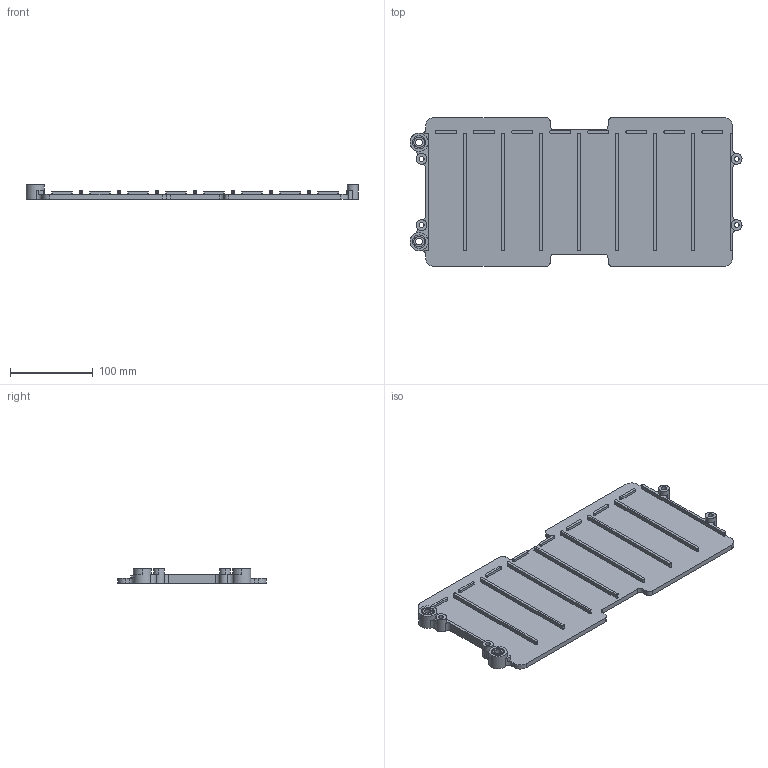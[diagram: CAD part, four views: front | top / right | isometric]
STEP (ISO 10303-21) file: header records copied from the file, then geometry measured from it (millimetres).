
FILE_DESCRIPTION(('FreeCAD Model'),'2;1');
FILE_NAME('Part1.step', '2021-02-28T21:10:21',('Author'),(''), 'Open CASCADE STEP processor 7.3','FreeCAD','Unknown');
FILE_SCHEMA(('AUTOMOTIVE_DESIGN { 1 0 10303 214 1 1 1 1 }'));
Length unit declared in the file: millimetre
Products named in the file (1): SOLID162
Bounding box: 401.5 x 180 x 17.7 mm (x, y, z)
Volume: 381790.2 mm3; surface area: 169449.6 mm2
Topology: 1 solids, 1 shells, 260 faces, 729 edges, 489 vertices
Faces by surface type: cylinder 134, plane 126
Entity records: 18141 total; most frequent: CARTESIAN_POINT 3173, DIRECTION 2967, LINE 1591, VECTOR 1591, ORIENTED_EDGE 1458, PCURVE 1458, DEFINITIONAL_REPRESENTATION 1458, EDGE_CURVE 729
